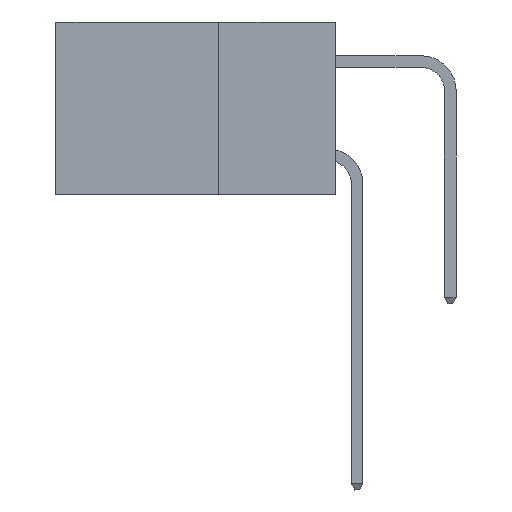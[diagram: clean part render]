
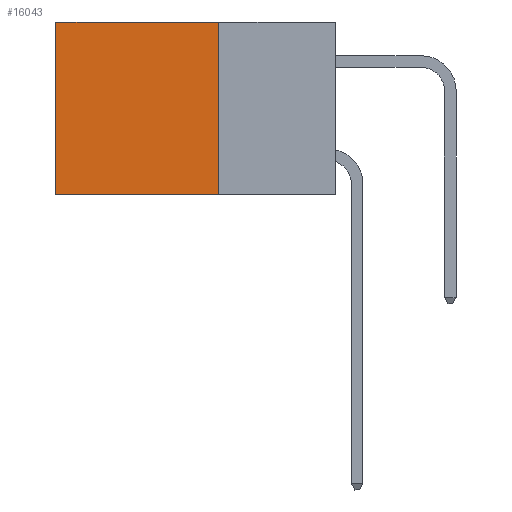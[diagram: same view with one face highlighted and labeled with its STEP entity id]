
A CAD part, left-side view. The second image highlights one B-rep face of the part: STEP entity #16043.
In plain terms, the highlighted planar face has unit normal (-1, 0, 0).
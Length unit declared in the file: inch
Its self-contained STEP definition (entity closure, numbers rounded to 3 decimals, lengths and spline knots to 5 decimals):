
#1768 = VERTEX_POINT ( 'NONE', #31153 ) ;
#2052 = ORIENTED_EDGE ( 'NONE', *, *, #34101, .T. ) ;
#2263 = CARTESIAN_POINT ( 'NONE',  ( 0.2875, 0.25, -0.37 ) ) ;
#3337 = VECTOR ( 'NONE', #17066, 39.37008 ) ;
#3352 = DIRECTION ( 'NONE',  ( 1., 0., 0. ) ) ;
#3746 = ORIENTED_EDGE ( 'NONE', *, *, #23875, .F. ) ;
#5200 = VECTOR ( 'NONE', #18122, 39.37008 ) ;
#5925 = LINE ( 'NONE', #9230, #3337 ) ;
#6022 = VERTEX_POINT ( 'NONE', #12210 ) ;
#7558 = FACE_OUTER_BOUND ( 'NONE', #15798, .T. ) ;
#7902 = LINE ( 'NONE', #18533, #11105 ) ;
#8651 = VERTEX_POINT ( 'NONE', #10855 ) ;
#9087 = VECTOR ( 'NONE', #14055, 39.37008 ) ;
#9230 = CARTESIAN_POINT ( 'NONE',  ( 0.2875, 0.6, 0. ) ) ;
#10855 = CARTESIAN_POINT ( 'NONE',  ( 0.2875, 0.6, 0. ) ) ;
#11105 = VECTOR ( 'NONE', #15921, 39.37008 ) ;
#12210 = CARTESIAN_POINT ( 'NONE',  ( 0.2875, 0.25, 0. ) ) ;
#14055 = DIRECTION ( 'NONE',  ( 0., 1., 0. ) ) ;
#14937 = ORIENTED_EDGE ( 'NONE', *, *, #28500, .F. ) ;
#15798 = EDGE_LOOP ( 'NONE', ( #30046, #3746, #14937, #2052 ) ) ;
#15921 = DIRECTION ( 'NONE',  ( 0., 0., -1. ) ) ;
#16043 = ADVANCED_FACE ( 'NONE', ( #7558 ), #32063, .F. ) ;
#16410 = CARTESIAN_POINT ( 'NONE',  ( 0.2875, 0.6, -0.37 ) ) ;
#16687 = EDGE_CURVE ( 'NONE', #8651, #21766, #5925, .T. ) ;
#17066 = DIRECTION ( 'NONE',  ( 0., 0., -1. ) ) ;
#17609 = LINE ( 'NONE', #2263, #5200 ) ;
#18122 = DIRECTION ( 'NONE',  ( 0., 1., 0. ) ) ;
#18533 = CARTESIAN_POINT ( 'NONE',  ( 0.2875, 0.25, 0. ) ) ;
#19619 = LINE ( 'NONE', #25192, #9087 ) ;
#21308 = DIRECTION ( 'NONE',  ( 0., 0., -1. ) ) ;
#21766 = VERTEX_POINT ( 'NONE', #16410 ) ;
#23750 = CARTESIAN_POINT ( 'NONE',  ( 0.2875, 0.25, 0. ) ) ;
#23875 = EDGE_CURVE ( 'NONE', #1768, #21766, #17609, .T. ) ;
#25192 = CARTESIAN_POINT ( 'NONE',  ( 0.2875, 0.25, 0. ) ) ;
#26685 = AXIS2_PLACEMENT_3D ( 'NONE', #23750, #3352, #21308 ) ;
#28500 = EDGE_CURVE ( 'NONE', #6022, #1768, #7902, .T. ) ;
#30046 = ORIENTED_EDGE ( 'NONE', *, *, #16687, .T. ) ;
#31153 = CARTESIAN_POINT ( 'NONE',  ( 0.2875, 0.25, -0.37 ) ) ;
#32063 = PLANE ( 'NONE',  #26685 ) ;
#34101 = EDGE_CURVE ( 'NONE', #6022, #8651, #19619, .T. ) ;
